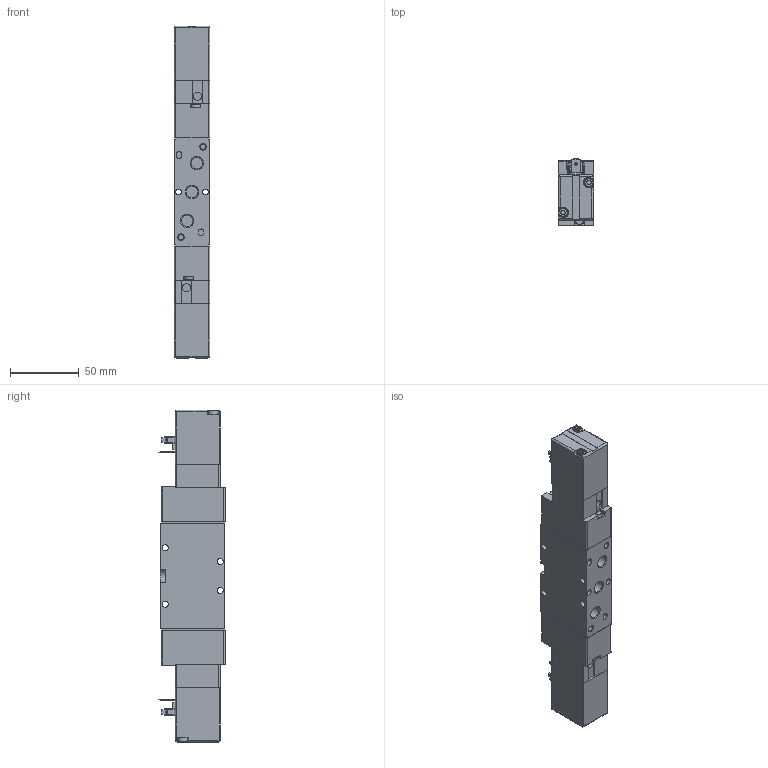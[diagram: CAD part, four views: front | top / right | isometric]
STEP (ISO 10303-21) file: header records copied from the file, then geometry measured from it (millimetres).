
FILE_DESCRIPTION(/* description */ ('STEP AP214'),/* implementation_level */ '2;1');
FILE_NAME(/* name */ '30476_JMVH-5-1_8-S-B',/* time_stamp */ '2024-08-29T15:53:18+02:00',/* author */ ('License CC BY-ND 4.0'),/* organization */ ('CADENAS'),/* preprocessor_version */ 'ST-DEVELOPER v19.3',/* originating_system */ 'PARTsolutions',/* authorisation */ ' ');
FILE_SCHEMA (('AUTOMOTIVE_DESIGN {1 0 10303 214 3 1 1}'));
Length unit declared in the file: millimetre
Products named in the file (3): 30476 JMVH-5-1/8-S-B---(1); 30476 JMVH-5-1/8-S-B---(H); V-Magnetspule 24V-DC---(C)
Assembly tree (3 placements, depth 2):
  30476 JMVH-5-1/8-S-B---(1)
    30476 JMVH-5-1/8-S-B---(H)
    V-Magnetspule 24V-DC---(C)  x2
Bounding box: 26 x 48.6 x 242 mm (x, y, z)
Volume: 239210.1 mm3; surface area: 48376.7 mm2
Topology: 3 solids, 3 shells, 421 faces, 1075 edges, 701 vertices
Faces by surface type: plane 237, cylinder 153, cone 27, torus 4
Full cylindrical faces by diameter (mm): 1.6 x6, 2.459 x2, 3.242 x4, 4 x4, 4.134 x2, 4.3 x2, 4.5 x4, 5.2 x2, 6 x2, 7 x4, 8.566 x7
Entity records: 9273 total; most frequent: CARTESIAN_POINT 1472, DIRECTION 1436, ORIENTED_EDGE 1304, EDGE_CURVE 652, AXIS2_PLACEMENT_3D 520, VERTEX_POINT 460, LINE 396, VECTOR 396
